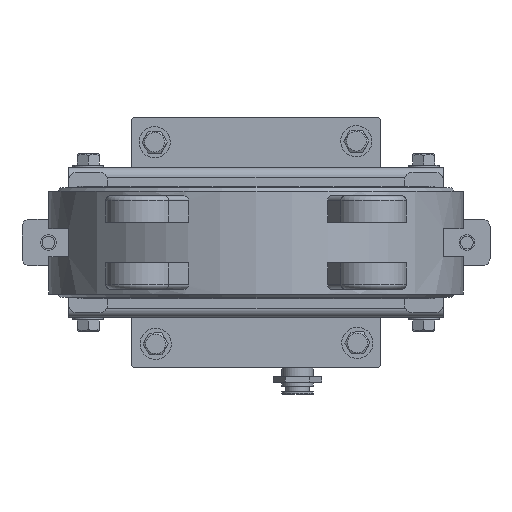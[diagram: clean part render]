
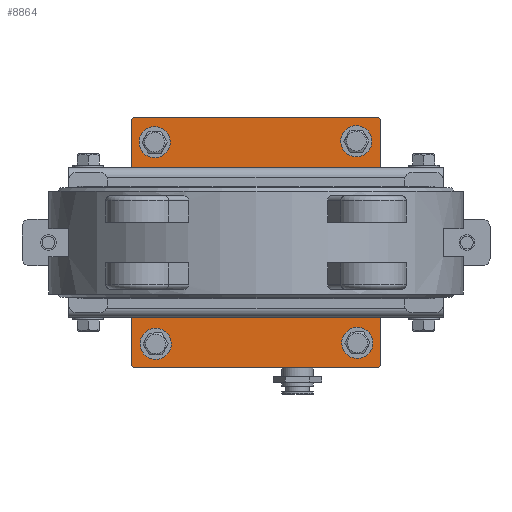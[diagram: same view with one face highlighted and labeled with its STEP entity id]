
A CAD part, front view. The second image highlights one B-rep face of the part: STEP entity #8864.
In plain terms, the highlighted planar face has unit normal (0, -1, 0).
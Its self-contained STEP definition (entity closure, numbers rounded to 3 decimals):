
#233=FACE_BOUND('',#1474,.T.);
#462=PLANE('',#9811);
#908=FACE_OUTER_BOUND('',#1473,.T.);
#1473=EDGE_LOOP('',(#7155,#7156,#7157,#7158,#7159,#7160,#7161,#7162));
#1474=EDGE_LOOP('',(#7163));
#2254=LINE('',#14992,#2956);
#2258=LINE('',#15004,#2960);
#2262=LINE('',#15016,#2964);
#2266=LINE('',#15027,#2968);
#2956=VECTOR('',#11729,10.);
#2960=VECTOR('',#11741,10.);
#2964=VECTOR('',#11753,10.);
#2968=VECTOR('',#11765,10.);
#3401=CIRCLE('',#9787,32.5);
#3405=CIRCLE('',#9795,2.);
#3407=CIRCLE('',#9799,2.);
#3409=CIRCLE('',#9803,2.);
#3411=CIRCLE('',#9807,2.);
#4079=VERTEX_POINT('',#14967);
#4083=VERTEX_POINT('',#14982);
#4084=VERTEX_POINT('',#14983);
#4087=VERTEX_POINT('',#14991);
#4089=VERTEX_POINT('',#14997);
#4091=VERTEX_POINT('',#15003);
#4093=VERTEX_POINT('',#15009);
#4095=VERTEX_POINT('',#15015);
#4097=VERTEX_POINT('',#15021);
#5120=EDGE_CURVE('',#4079,#4079,#3401,.T.);
#5126=EDGE_CURVE('',#4083,#4084,#3405,.T.);
#5130=EDGE_CURVE('',#4087,#4083,#2254,.T.);
#5133=EDGE_CURVE('',#4089,#4087,#3407,.T.);
#5136=EDGE_CURVE('',#4091,#4089,#2258,.T.);
#5139=EDGE_CURVE('',#4093,#4091,#3409,.T.);
#5142=EDGE_CURVE('',#4095,#4093,#2262,.T.);
#5145=EDGE_CURVE('',#4097,#4095,#3411,.T.);
#5148=EDGE_CURVE('',#4084,#4097,#2266,.T.);
#7155=ORIENTED_EDGE('',*,*,#5148,.F.);
#7156=ORIENTED_EDGE('',*,*,#5126,.F.);
#7157=ORIENTED_EDGE('',*,*,#5130,.F.);
#7158=ORIENTED_EDGE('',*,*,#5133,.F.);
#7159=ORIENTED_EDGE('',*,*,#5136,.F.);
#7160=ORIENTED_EDGE('',*,*,#5139,.F.);
#7161=ORIENTED_EDGE('',*,*,#5142,.F.);
#7162=ORIENTED_EDGE('',*,*,#5145,.F.);
#7163=ORIENTED_EDGE('',*,*,#5120,.T.);
#8864=ADVANCED_FACE('',(#908,#233),#462,.F.);
#9787=AXIS2_PLACEMENT_3D('',#14969,#11703,#11704);
#9795=AXIS2_PLACEMENT_3D('',#14984,#11721,#11722);
#9799=AXIS2_PLACEMENT_3D('',#14998,#11734,#11735);
#9803=AXIS2_PLACEMENT_3D('',#15010,#11746,#11747);
#9807=AXIS2_PLACEMENT_3D('',#15022,#11758,#11759);
#9811=AXIS2_PLACEMENT_3D('',#15030,#11769,#11770);
#11703=DIRECTION('center_axis',(0.,1.,0.));
#11704=DIRECTION('ref_axis',(1.,0.,0.));
#11721=DIRECTION('center_axis',(0.,1.,0.));
#11722=DIRECTION('ref_axis',(0.,0.,-1.));
#11729=DIRECTION('',(-1.,0.,0.));
#11734=DIRECTION('center_axis',(0.,1.,0.));
#11735=DIRECTION('ref_axis',(1.,0.,0.));
#11741=DIRECTION('',(0.,0.,-1.));
#11746=DIRECTION('center_axis',(0.,1.,0.));
#11747=DIRECTION('ref_axis',(0.,0.,1.));
#11753=DIRECTION('',(1.,0.,0.));
#11758=DIRECTION('center_axis',(0.,1.,0.));
#11759=DIRECTION('ref_axis',(-1.,0.,0.));
#11765=DIRECTION('',(0.,0.,1.));
#11769=DIRECTION('center_axis',(0.,1.,0.));
#11770=DIRECTION('ref_axis',(0.,0.,1.));
#14967=CARTESIAN_POINT('',(-32.5,0.,0.));
#14969=CARTESIAN_POINT('Origin',(0.,0.,0.));
#14982=CARTESIAN_POINT('',(-78.,0.,-80.));
#14983=CARTESIAN_POINT('',(-80.,0.,-78.));
#14984=CARTESIAN_POINT('Origin',(-78.,0.,-78.));
#14991=CARTESIAN_POINT('',(78.,0.,-80.));
#14992=CARTESIAN_POINT('',(78.,0.,-80.));
#14997=CARTESIAN_POINT('',(80.,0.,-78.));
#14998=CARTESIAN_POINT('Origin',(78.,0.,-78.));
#15003=CARTESIAN_POINT('',(80.,0.,78.));
#15004=CARTESIAN_POINT('',(80.,0.,78.));
#15009=CARTESIAN_POINT('',(78.,0.,80.));
#15010=CARTESIAN_POINT('Origin',(78.,0.,78.));
#15015=CARTESIAN_POINT('',(-78.,0.,80.));
#15016=CARTESIAN_POINT('',(-78.,0.,80.));
#15021=CARTESIAN_POINT('',(-80.,0.,78.));
#15022=CARTESIAN_POINT('Origin',(-78.,0.,78.));
#15027=CARTESIAN_POINT('',(-80.,0.,-78.));
#15030=CARTESIAN_POINT('Origin',(0.,0.,0.));
